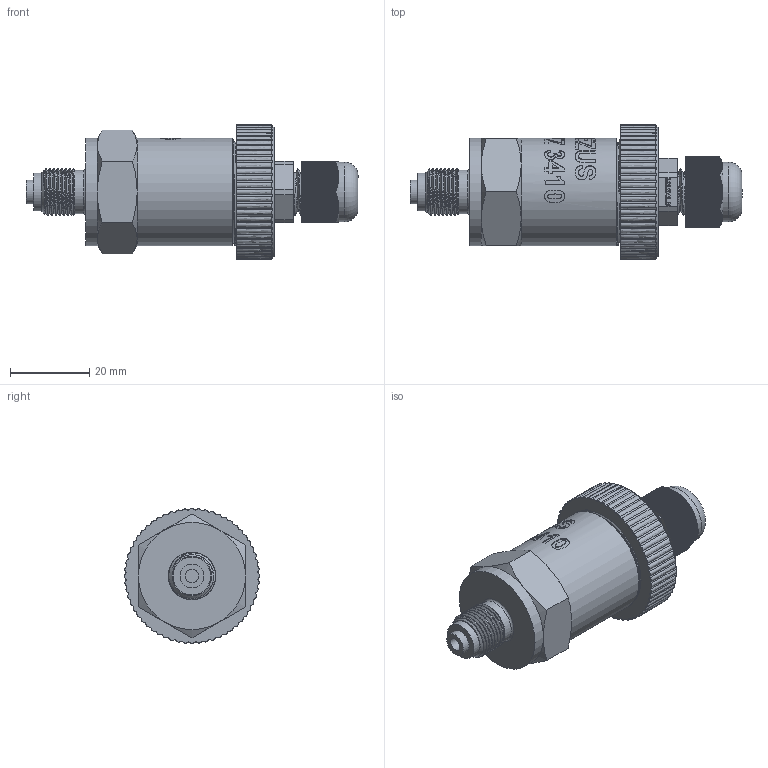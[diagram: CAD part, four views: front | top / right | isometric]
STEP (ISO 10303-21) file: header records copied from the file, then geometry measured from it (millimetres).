
FILE_DESCRIPTION(/* description */ (''),/* implementation_level */ '2;1');
FILE_NAME(/* name */ 'APZ3410_9_CableGland.step',/* time_stamp */ '2021-06-17T12:39:46+03:00',/* author */ (''),/* organization */ (''),/* preprocessor_version */ 'ST-DEVELOPER v18.1',/* originating_system */ 'Autodesk Translation Framework v10.9.0.1377',/* authorisation */ '');
FILE_SCHEMA (('AUTOMOTIVE_DESIGN { 1 0 10303 214 3 1 1 }'));
Products named in the file (8): APZ3410_x_y; OMAL nut M27x1.5 v8; Ш100.000.001 v4; M12x1.5 Cable gland v4; Cable gland; Rubber gasket; M12 Domed nut; M12x1 EN
Assembly tree (7 placements, depth 3):
  APZ3410_x_y
    OMAL nut M27x1.5 v8
    Ш100.000.001 v4
    M12x1.5 Cable gland v4
      Cable gland
      Rubber gasket
      M12 Domed nut
    M12x1 EN
Bounding box: 83.64 x 34 x 34 mm (x, y, z)
Volume: 35170.7 mm3; surface area: 15914.2 mm2
Topology: 6 solids, 6 shells, 2671 faces, 7838 edges, 5226 vertices
Faces by surface type: plane 1480, cylinder 779, bspline 383, cone 25, torus 3, sphere 1
Full cylindrical faces by diameter (mm): 1 x6, 3.3 x1, 6 x1, 7.5 x1, 8 x1, 9.5 x1, 9.976 x5, 10 x6, 10.376 x4, 10.526 x3, 10.741 x6, 11 x1, 11.6 x4, 11.884 x6, 12 x5, 12.203 x3, 12.6 x1, 15 x1, 17 x1, 21.4 x2, 22.3 x1, 24.5 x1, 25.132 x4, 25.526 x4, 26.85 x3, 27 x2, 27.208 x5
Entity records: 113168 total; most frequent: CARTESIAN_POINT 45247, ORIENTED_EDGE 15676, DIRECTION 12255, EDGE_CURVE 7838, VERTEX_POINT 5226, LINE 4265, VECTOR 4265, AXIS2_PLACEMENT_3D 3995
